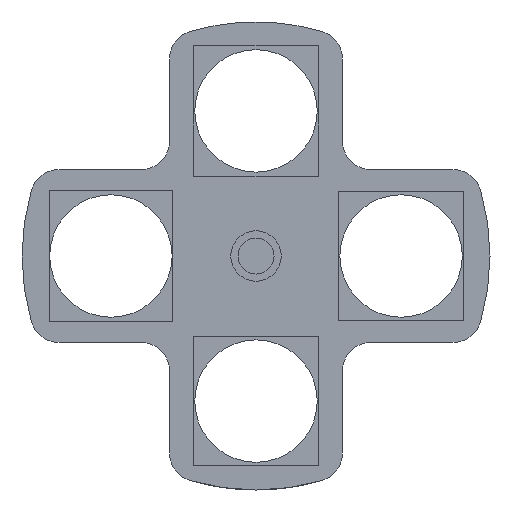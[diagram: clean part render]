
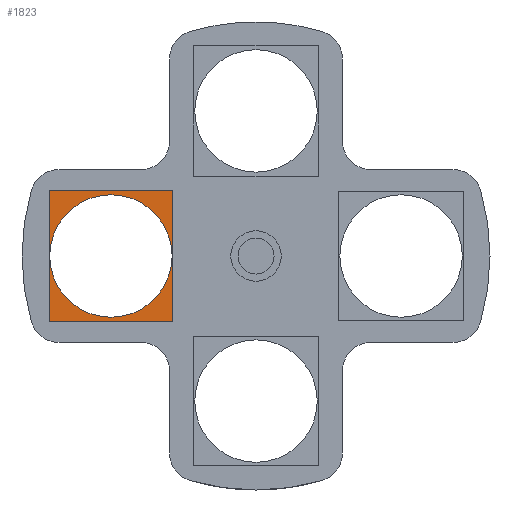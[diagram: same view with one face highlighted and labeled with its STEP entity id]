
A CAD part, front view. The second image highlights one B-rep face of the part: STEP entity #1823.
In plain terms, the highlighted planar face has unit normal (0, -1, 0).
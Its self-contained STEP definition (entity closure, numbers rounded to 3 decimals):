
#11 = DIRECTION ( 'NONE',  ( 0., 0., 1. ) ) ;
#26 = DIRECTION ( 'NONE',  ( 0., 0., 1. ) ) ;
#42 = CARTESIAN_POINT ( 'NONE',  ( 8.55, 132.13, 9.149 ) ) ;
#61 = CARTESIAN_POINT ( 'NONE',  ( 8.55, 132.13, 9.149 ) ) ;
#115 = CARTESIAN_POINT ( 'NONE',  ( 0., 132.13, -8.5 ) ) ;
#127 = EDGE_CURVE ( 'NONE', #367, #1373, #2555, .T. ) ;
#155 = EDGE_CURVE ( 'NONE', #2614, #367, #657, .T. ) ;
#174 = CARTESIAN_POINT ( 'NONE',  ( 8.55, 132.13, 9.149 ) ) ;
#192 = CIRCLE ( 'NONE', #1523, 8.5 ) ;
#226 = EDGE_CURVE ( 'NONE', #1306, #2614, #2477, .T. ) ;
#311 = DIRECTION ( 'NONE',  ( 0., 1., 0. ) ) ;
#321 = EDGE_CURVE ( 'NONE', #2430, #1889, #192, .T. ) ;
#355 = CARTESIAN_POINT ( 'NONE',  ( 0., 132.13, 8.5 ) ) ;
#367 = VERTEX_POINT ( 'NONE', #2338 ) ;
#404 = FACE_BOUND ( 'NONE', #1011, .T. ) ;
#448 = FACE_OUTER_BOUND ( 'NONE', #2115, .T. ) ;
#527 = DIRECTION ( 'NONE',  ( 1., 0., 0. ) ) ;
#537 = ORIENTED_EDGE ( 'NONE', *, *, #155, .T. ) ;
#575 = DIRECTION ( 'NONE',  ( 0., 1., 0. ) ) ;
#588 = VECTOR ( 'NONE', #527, 1000. ) ;
#596 = CARTESIAN_POINT ( 'NONE',  ( 8.55, 132.13, -9.149 ) ) ;
#657 = LINE ( 'NONE', #798, #1100 ) ;
#716 = DIRECTION ( 'NONE',  ( -1., 0., 0. ) ) ;
#759 = EDGE_CURVE ( 'NONE', #1889, #2430, #2554, .T. ) ;
#798 = CARTESIAN_POINT ( 'NONE',  ( -8.55, 132.13, 9.149 ) ) ;
#820 = PLANE ( 'NONE',  #1079 ) ;
#842 = CARTESIAN_POINT ( 'NONE',  ( 0., 132.13, 0. ) ) ;
#891 = ORIENTED_EDGE ( 'NONE', *, *, #321, .T. ) ;
#917 = ORIENTED_EDGE ( 'NONE', *, *, #226, .T. ) ;
#1011 = EDGE_LOOP ( 'NONE', ( #891, #2003 ) ) ;
#1079 = AXIS2_PLACEMENT_3D ( 'NONE', #1798, #575, #1766 ) ;
#1100 = VECTOR ( 'NONE', #2600, 1000. ) ;
#1109 = LINE ( 'NONE', #42, #2199 ) ;
#1153 = ORIENTED_EDGE ( 'NONE', *, *, #2510, .T. ) ;
#1306 = VERTEX_POINT ( 'NONE', #61 ) ;
#1373 = VERTEX_POINT ( 'NONE', #1860 ) ;
#1460 = VECTOR ( 'NONE', #716, 1000. ) ;
#1523 = AXIS2_PLACEMENT_3D ( 'NONE', #842, #311, #2081 ) ;
#1544 = CARTESIAN_POINT ( 'NONE',  ( 0., 132.13, 0. ) ) ;
#1553 = AXIS2_PLACEMENT_3D ( 'NONE', #1544, #1787, #26 ) ;
#1766 = DIRECTION ( 'NONE',  ( 0., 0., 1. ) ) ;
#1787 = DIRECTION ( 'NONE',  ( 0., 1., 0. ) ) ;
#1798 = CARTESIAN_POINT ( 'NONE',  ( 0., 132.13, 0. ) ) ;
#1823 = ADVANCED_FACE ( 'NONE', ( #404, #448 ), #820, .F. ) ;
#1828 = CARTESIAN_POINT ( 'NONE',  ( -8.55, 132.13, 9.149 ) ) ;
#1860 = CARTESIAN_POINT ( 'NONE',  ( 8.55, 132.13, -9.149 ) ) ;
#1889 = VERTEX_POINT ( 'NONE', #115 ) ;
#2003 = ORIENTED_EDGE ( 'NONE', *, *, #759, .T. ) ;
#2081 = DIRECTION ( 'NONE',  ( 0., 0., 1. ) ) ;
#2115 = EDGE_LOOP ( 'NONE', ( #537, #2352, #1153, #917 ) ) ;
#2199 = VECTOR ( 'NONE', #11, 1000. ) ;
#2338 = CARTESIAN_POINT ( 'NONE',  ( -8.55, 132.13, -9.149 ) ) ;
#2352 = ORIENTED_EDGE ( 'NONE', *, *, #127, .T. ) ;
#2430 = VERTEX_POINT ( 'NONE', #355 ) ;
#2477 = LINE ( 'NONE', #174, #1460 ) ;
#2510 = EDGE_CURVE ( 'NONE', #1373, #1306, #1109, .T. ) ;
#2554 = CIRCLE ( 'NONE', #1553, 8.5 ) ;
#2555 = LINE ( 'NONE', #596, #588 ) ;
#2600 = DIRECTION ( 'NONE',  ( 0., 0., -1. ) ) ;
#2614 = VERTEX_POINT ( 'NONE', #1828 ) ;
